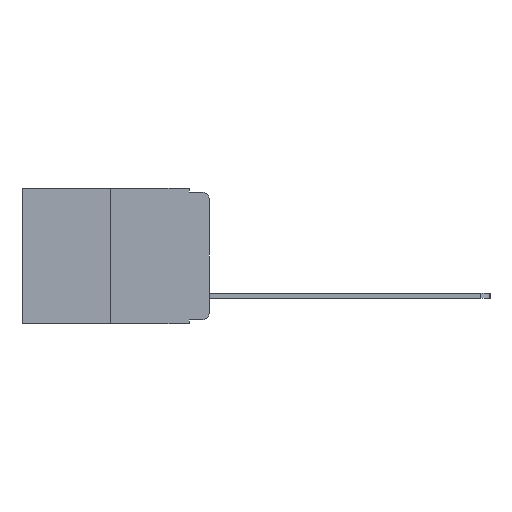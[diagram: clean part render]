
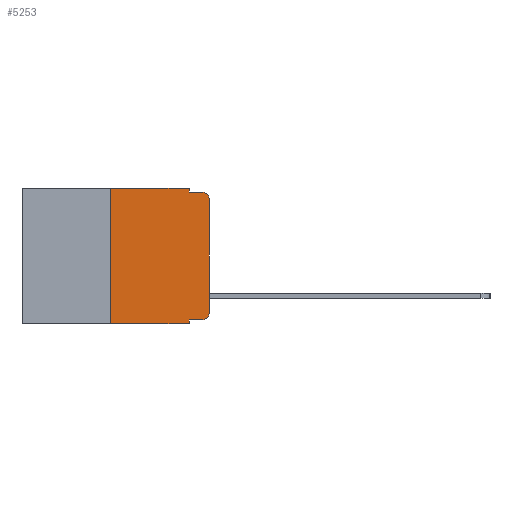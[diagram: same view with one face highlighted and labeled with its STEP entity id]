
A CAD part, left-side view. The second image highlights one B-rep face of the part: STEP entity #5253.
In plain terms, the highlighted planar face has unit normal (-1, 0, 0).
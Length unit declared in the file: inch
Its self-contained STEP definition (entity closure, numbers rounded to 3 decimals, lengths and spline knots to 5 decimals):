
#236 = EDGE_CURVE ( 'NONE', #2141, #11844, #2959, .T. ) ;
#495 = EDGE_CURVE ( 'NONE', #13528, #10963, #2944, .T. ) ;
#684 = EDGE_CURVE ( 'NONE', #10208, #10963, #14078, .T. ) ;
#855 = CARTESIAN_POINT ( 'NONE',  ( 0., 0.25, 0. ) ) ;
#956 = DIRECTION ( 'NONE',  ( 0., -1., 0. ) ) ;
#1304 = LINE ( 'NONE', #14662, #10567 ) ;
#1463 = CARTESIAN_POINT ( 'NONE',  ( 0., 0.02, -0.313 ) ) ;
#1469 = EDGE_CURVE ( 'NONE', #10801, #5457, #6762, .T. ) ;
#1810 = VECTOR ( 'NONE', #956, 39.37008 ) ;
#2141 = VERTEX_POINT ( 'NONE', #10148 ) ;
#2464 = ORIENTED_EDGE ( 'NONE', *, *, #236, .F. ) ;
#2686 = VERTEX_POINT ( 'NONE', #9292 ) ;
#2694 = CARTESIAN_POINT ( 'NONE',  ( 0., 0.25, 0. ) ) ;
#2922 = DIRECTION ( 'NONE',  ( 0., 0., -1. ) ) ;
#2944 = LINE ( 'NONE', #5324, #14562 ) ;
#2959 = LINE ( 'NONE', #13205, #8537 ) ;
#3342 = ORIENTED_EDGE ( 'NONE', *, *, #495, .F. ) ;
#3813 = VERTEX_POINT ( 'NONE', #2694 ) ;
#3911 = CARTESIAN_POINT ( 'NONE',  ( 0., 0.051, -0.343 ) ) ;
#4116 = EDGE_LOOP ( 'NONE', ( #10761, #5076, #11109, #2464, #11803, #14539, #12113, #3342, #12758, #4138 ) ) ;
#4138 = ORIENTED_EDGE ( 'NONE', *, *, #5218, .T. ) ;
#4326 = VECTOR ( 'NONE', #6278, 39.37008 ) ;
#4682 = LINE ( 'NONE', #11840, #4326 ) ;
#4821 = VECTOR ( 'NONE', #4827, 39.37008 ) ;
#4827 = DIRECTION ( 'NONE',  ( 0., -1., 0. ) ) ;
#4914 = DIRECTION ( 'NONE',  ( 0., 0., -1. ) ) ;
#4979 = AXIS2_PLACEMENT_3D ( 'NONE', #1463, #9957, #2922 ) ;
#5058 = AXIS2_PLACEMENT_3D ( 'NONE', #6731, #6660, #4914 ) ;
#5076 = ORIENTED_EDGE ( 'NONE', *, *, #1469, .T. ) ;
#5218 = EDGE_CURVE ( 'NONE', #11076, #2686, #7509, .T. ) ;
#5219 = LINE ( 'NONE', #11636, #4821 ) ;
#5253 = ADVANCED_FACE ( 'NONE', ( #9767 ), #14229, .F. ) ;
#5324 = CARTESIAN_POINT ( 'NONE',  ( 0., 0.051, 0. ) ) ;
#5457 = VERTEX_POINT ( 'NONE', #5771 ) ;
#5771 = CARTESIAN_POINT ( 'NONE',  ( 0., 0.02, -0.01 ) ) ;
#6278 = DIRECTION ( 'NONE',  ( 0., -1., 0. ) ) ;
#6660 = DIRECTION ( 'NONE',  ( -1., 0., 0. ) ) ;
#6731 = CARTESIAN_POINT ( 'NONE',  ( 0., 0.02, -0.03 ) ) ;
#6762 = CIRCLE ( 'NONE', #5058, 0.02 ) ;
#6831 = EDGE_CURVE ( 'NONE', #11844, #5457, #4682, .T. ) ;
#7509 = CIRCLE ( 'NONE', #4979, 0.02 ) ;
#8089 = AXIS2_PLACEMENT_3D ( 'NONE', #15209, #15260, #8879 ) ;
#8116 = CARTESIAN_POINT ( 'NONE',  ( 0., 0., -0.03 ) ) ;
#8189 = CARTESIAN_POINT ( 'NONE',  ( 0., 0., 0. ) ) ;
#8389 = DIRECTION ( 'NONE',  ( 0., 0., 1. ) ) ;
#8537 = VECTOR ( 'NONE', #11499, 39.37008 ) ;
#8879 = DIRECTION ( 'NONE',  ( 0., 0., -1. ) ) ;
#9000 = VECTOR ( 'NONE', #9310, 39.37008 ) ;
#9017 = CARTESIAN_POINT ( 'NONE',  ( 0., 0.051, -0.01 ) ) ;
#9292 = CARTESIAN_POINT ( 'NONE',  ( 0., 0., -0.313 ) ) ;
#9310 = DIRECTION ( 'NONE',  ( 0., 0., 1. ) ) ;
#9521 = EDGE_CURVE ( 'NONE', #3813, #2141, #5219, .T. ) ;
#9767 = FACE_OUTER_BOUND ( 'NONE', #4116, .T. ) ;
#9957 = DIRECTION ( 'NONE',  ( -1., 0., 0. ) ) ;
#10148 = CARTESIAN_POINT ( 'NONE',  ( 0., 0.051, 0. ) ) ;
#10208 = VERTEX_POINT ( 'NONE', #11570 ) ;
#10468 = DIRECTION ( 'NONE',  ( 0., -1., 0. ) ) ;
#10567 = VECTOR ( 'NONE', #10468, 39.37008 ) ;
#10761 = ORIENTED_EDGE ( 'NONE', *, *, #12013, .T. ) ;
#10801 = VERTEX_POINT ( 'NONE', #8116 ) ;
#10963 = VERTEX_POINT ( 'NONE', #3911 ) ;
#11076 = VERTEX_POINT ( 'NONE', #11990 ) ;
#11109 = ORIENTED_EDGE ( 'NONE', *, *, #6831, .F. ) ;
#11272 = LINE ( 'NONE', #8189, #9000 ) ;
#11499 = DIRECTION ( 'NONE',  ( 0., 0., -1. ) ) ;
#11570 = CARTESIAN_POINT ( 'NONE',  ( 0., 0.25, -0.343 ) ) ;
#11636 = CARTESIAN_POINT ( 'NONE',  ( 0., 0.473, 0. ) ) ;
#11741 = DIRECTION ( 'NONE',  ( 0., 0., -1. ) ) ;
#11803 = ORIENTED_EDGE ( 'NONE', *, *, #9521, .F. ) ;
#11840 = CARTESIAN_POINT ( 'NONE',  ( 0., 0.051, -0.01 ) ) ;
#11844 = VERTEX_POINT ( 'NONE', #9017 ) ;
#11887 = VECTOR ( 'NONE', #8389, 39.37008 ) ;
#11990 = CARTESIAN_POINT ( 'NONE',  ( 0., 0.02, -0.333 ) ) ;
#12013 = EDGE_CURVE ( 'NONE', #2686, #10801, #11272, .T. ) ;
#12102 = EDGE_CURVE ( 'NONE', #13528, #11076, #1304, .T. ) ;
#12113 = ORIENTED_EDGE ( 'NONE', *, *, #684, .T. ) ;
#12195 = LINE ( 'NONE', #855, #11887 ) ;
#12758 = ORIENTED_EDGE ( 'NONE', *, *, #12102, .T. ) ;
#12970 = CARTESIAN_POINT ( 'NONE',  ( 0., 0.051, -0.333 ) ) ;
#13152 = CARTESIAN_POINT ( 'NONE',  ( 0., 0.473, -0.343 ) ) ;
#13205 = CARTESIAN_POINT ( 'NONE',  ( 0., 0.051, 0. ) ) ;
#13528 = VERTEX_POINT ( 'NONE', #12970 ) ;
#14078 = LINE ( 'NONE', #13152, #1810 ) ;
#14229 = PLANE ( 'NONE',  #8089 ) ;
#14539 = ORIENTED_EDGE ( 'NONE', *, *, #15028, .F. ) ;
#14562 = VECTOR ( 'NONE', #11741, 39.37008 ) ;
#14662 = CARTESIAN_POINT ( 'NONE',  ( 0., 0.051, -0.333 ) ) ;
#15028 = EDGE_CURVE ( 'NONE', #10208, #3813, #12195, .T. ) ;
#15209 = CARTESIAN_POINT ( 'NONE',  ( 0., 0.473, 0. ) ) ;
#15260 = DIRECTION ( 'NONE',  ( 1., 0., 0. ) ) ;
